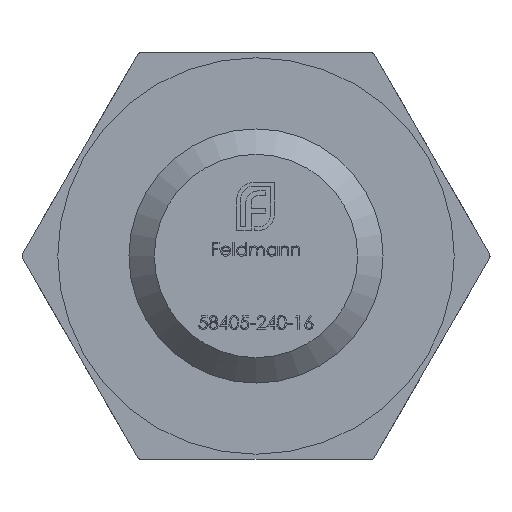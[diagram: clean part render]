
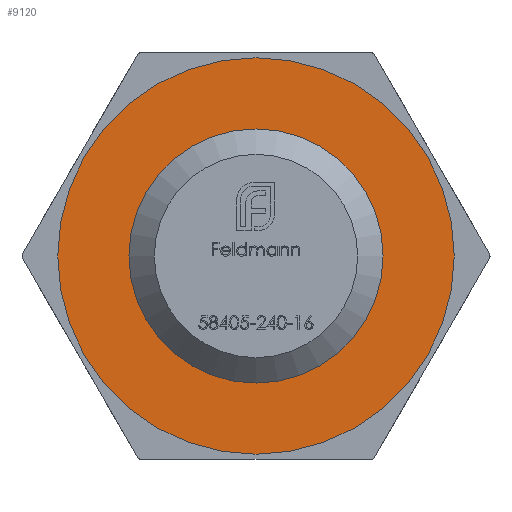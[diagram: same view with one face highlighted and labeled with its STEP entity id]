
A CAD part, front view. The second image highlights one B-rep face of the part: STEP entity #9120.
In plain terms, the highlighted planar face has unit normal (0, -1, 0).
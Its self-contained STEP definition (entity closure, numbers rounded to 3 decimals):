
#433 = EDGE_CURVE ( 'NONE', #16842, #16842, #11789, .T. ) ;
#921 = DIRECTION ( 'NONE',  ( -1., 0., 0. ) ) ;
#2149 = CARTESIAN_POINT ( 'NONE',  ( -3.9, 16., 0. ) ) ;
#3255 = DIRECTION ( 'NONE',  ( -1., 0., 0. ) ) ;
#3457 = VERTEX_POINT ( 'NONE', #15385 ) ;
#4253 = AXIS2_PLACEMENT_3D ( 'NONE', #10564, #7804, #11903 ) ;
#5215 = FACE_BOUND ( 'NONE', #11033, .T. ) ;
#5647 = PLANE ( 'NONE',  #13518 ) ;
#6570 = ORIENTED_EDGE ( 'NONE', *, *, #433, .F. ) ;
#6741 = AXIS2_PLACEMENT_3D ( 'NONE', #8808, #8698, #921 ) ;
#6743 = EDGE_CURVE ( 'NONE', #3457, #3457, #15585, .T. ) ;
#7804 = DIRECTION ( 'NONE',  ( 0., 1., 0. ) ) ;
#8698 = DIRECTION ( 'NONE',  ( 0., 1., 0. ) ) ;
#8808 = CARTESIAN_POINT ( 'NONE',  ( 0., 16., 0. ) ) ;
#9120 = ADVANCED_FACE ( 'NONE', ( #9765, #5215 ), #5647, .F. ) ;
#9765 = FACE_OUTER_BOUND ( 'NONE', #15678, .T. ) ;
#9817 = DIRECTION ( 'NONE',  ( 0., 1., 0. ) ) ;
#10564 = CARTESIAN_POINT ( 'NONE',  ( 0., 16., 0. ) ) ;
#10959 = CARTESIAN_POINT ( 'NONE',  ( 3.9, 16., 0. ) ) ;
#11033 = EDGE_LOOP ( 'NONE', ( #11724 ) ) ;
#11724 = ORIENTED_EDGE ( 'NONE', *, *, #6743, .T. ) ;
#11789 = CIRCLE ( 'NONE', #6741, 3.9 ) ;
#11903 = DIRECTION ( 'NONE',  ( -1., 0., 0. ) ) ;
#13518 = AXIS2_PLACEMENT_3D ( 'NONE', #10959, #9817, #3255 ) ;
#15385 = CARTESIAN_POINT ( 'NONE',  ( -2.5, 16., 0. ) ) ;
#15585 = CIRCLE ( 'NONE', #4253, 2.5 ) ;
#15678 = EDGE_LOOP ( 'NONE', ( #6570 ) ) ;
#16842 = VERTEX_POINT ( 'NONE', #2149 ) ;
